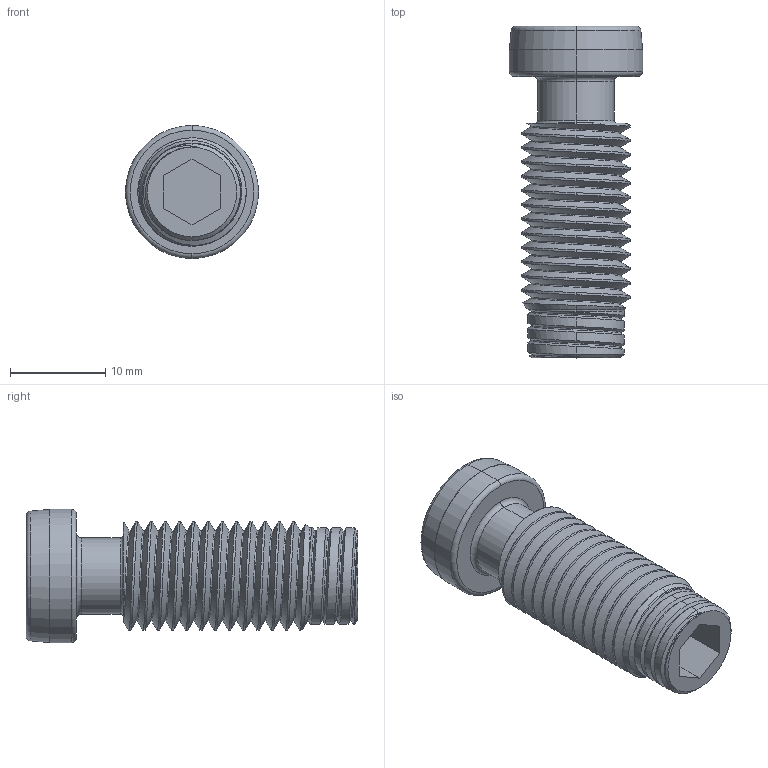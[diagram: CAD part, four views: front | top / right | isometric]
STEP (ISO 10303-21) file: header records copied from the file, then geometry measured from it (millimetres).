
FILE_DESCRIPTION (( 'STEP AP214' ), '1' );
FILE_NAME ('099dsv0840.STEP', '2014-08-21T07:52:15', ( '' ), ( '' ), 'SwSTEP 2.0', 'SolidWorks 2014', '' );
FILE_SCHEMA (( 'AUTOMOTIVE_DESIGN' ));
Length unit declared in the file: millimetre
Products named in the file (1): 099dsv0840
Bounding box: 14 x 34.9 x 14 mm (x, y, z)
Volume: 2862.8 mm3; surface area: 2205.3 mm2
Topology: 1 solids, 1 shells, 84 faces, 216 edges, 138 vertices
Faces by surface type: cylinder 39, plane 18, torus 16, cone 8, bspline 3
Entity records: 6049 total; most frequent: CARTESIAN_POINT 4181, ORIENTED_EDGE 432, DIRECTION 343, EDGE_CURVE 216, VERTEX_POINT 138, AXIS2_PLACEMENT_3D 132, EDGE_LOOP 88, ADVANCED_FACE 84
